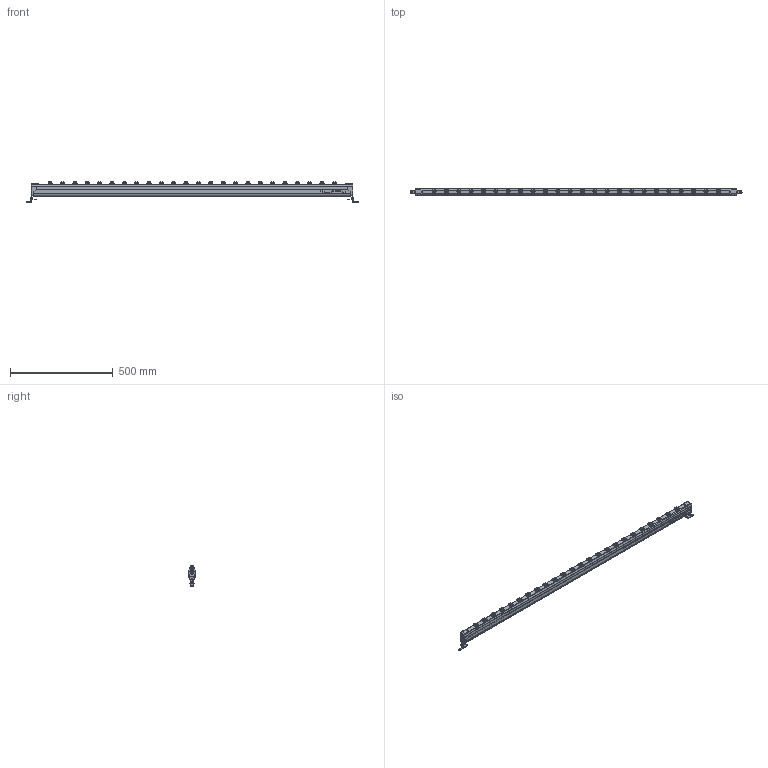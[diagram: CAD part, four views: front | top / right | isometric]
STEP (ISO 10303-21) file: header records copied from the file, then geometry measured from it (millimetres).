
FILE_DESCRIPTION((''),'2;1');
FILE_NAME('156X_ASM_ASM','2022-11-14T08:26:11',('KESD'),(''),'CREO PARAMETRIC BY PTC INC, 2019471','CREO PARAMETRIC BY PTC INC, 2019471','');
FILE_SCHEMA(('CONFIG_CONTROL_DESIGN'));
Length unit declared in the file: inch
Products named in the file (15): 156X-1_1; 156X-3_1; 156X-4_1; 156X-8_1; 156X-9_1; 156X-10_1; 156X0001_ASM_1_ASM; 156X-16_1; 156X-17_1; 156X-18_1; 156X-19_1; 156X-20_1; 156X-21_1; 156X_ASM_2_ASM; 156X_ASM_ASM
Assembly tree (30 placements, depth 4):
  156X_ASM_ASM
    156X_ASM_2_ASM
      156X-1_1
      156X-3_1
      156X-4_1
      156X0001_ASM_1_ASM  x6
        156X-8_1
        156X-9_1
        156X-10_1
      156X-16_1  x2
      156X-17_1
      156X-18_1
      156X-19_1
      156X-20_1
      156X-21_1  x2
Bounding box: 1612 x 33.4 x 98.91 mm (x, y, z)
Volume: 3370109.5 mm3; surface area: 621078.5 mm2
Topology: 83 solids, 83 shells, 7678 faces, 18941 edges, 11579 vertices
Faces by surface type: bspline 3360, plane 1998, extrusion 898, cone 660, cylinder 566, revolution 192, torus 4
Entity records: 47963 total; most frequent: CARTESIAN_POINT 15772, ORIENTED_EDGE 6796, DIRECTION 6219, EDGE_CURVE 3398, VERTEX_POINT 2206, AXIS2_PLACEMENT_3D 2091, VECTOR 2029, LINE 1959
